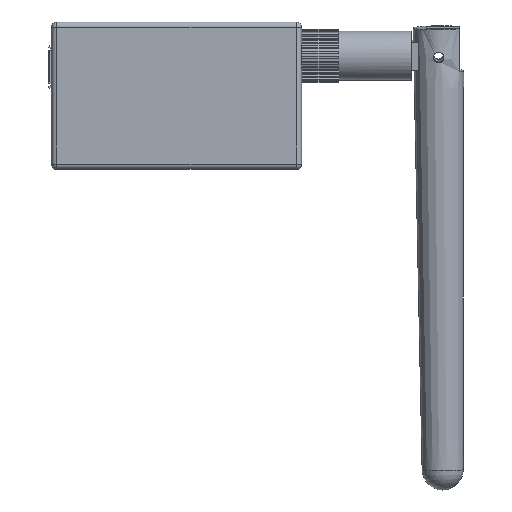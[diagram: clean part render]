
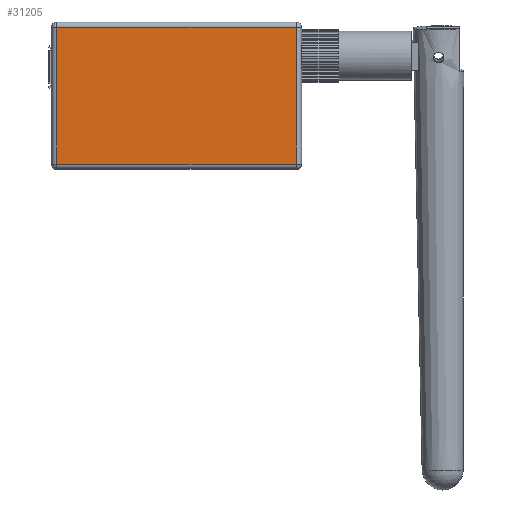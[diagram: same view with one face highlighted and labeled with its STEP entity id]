
A CAD part, front view. The second image highlights one B-rep face of the part: STEP entity #31205.
In plain terms, the highlighted planar face has unit normal (0, -1, 0).
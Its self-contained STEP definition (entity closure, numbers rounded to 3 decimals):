
#278 = CARTESIAN_POINT ( 'NONE',  ( 22.68, -5.35, 0. ) ) ;
#2025 = DIRECTION ( 'NONE',  ( 0., 0., 1. ) ) ;
#2634 = CARTESIAN_POINT ( 'NONE',  ( 22.68, -5.35, -12.95 ) ) ;
#3195 = CARTESIAN_POINT ( 'NONE',  ( -22.68, -5.35, 12.95 ) ) ;
#5577 = AXIS2_PLACEMENT_3D ( 'NONE', #38363, #22754, #2025 ) ;
#5971 = DIRECTION ( 'NONE',  ( 0., 0., -1. ) ) ;
#7096 = EDGE_CURVE ( 'NONE', #30326, #11443, #38955, .T. ) ;
#8048 = ORIENTED_EDGE ( 'NONE', *, *, #29863, .T. ) ;
#8134 = LINE ( 'NONE', #38366, #36249 ) ;
#8407 = ORIENTED_EDGE ( 'NONE', *, *, #12964, .T. ) ;
#10626 = VECTOR ( 'NONE', #29590, 1000. ) ;
#11106 = ORIENTED_EDGE ( 'NONE', *, *, #24699, .T. ) ;
#11443 = VERTEX_POINT ( 'NONE', #13055 ) ;
#12222 = VERTEX_POINT ( 'NONE', #13707 ) ;
#12964 = EDGE_CURVE ( 'NONE', #11443, #24734, #35519, .T. ) ;
#13055 = CARTESIAN_POINT ( 'NONE',  ( -22.68, -5.35, -12.95 ) ) ;
#13707 = CARTESIAN_POINT ( 'NONE',  ( 22.68, -5.35, 12.95 ) ) ;
#15205 = EDGE_LOOP ( 'NONE', ( #8048, #11106, #20459, #8407 ) ) ;
#18428 = LINE ( 'NONE', #278, #31966 ) ;
#20189 = FACE_OUTER_BOUND ( 'NONE', #15205, .T. ) ;
#20459 = ORIENTED_EDGE ( 'NONE', *, *, #7096, .T. ) ;
#21401 = DIRECTION ( 'NONE',  ( 0., 0., 1. ) ) ;
#22754 = DIRECTION ( 'NONE',  ( 0., 1., 0. ) ) ;
#23351 = PLANE ( 'NONE',  #5577 ) ;
#24699 = EDGE_CURVE ( 'NONE', #12222, #30326, #8134, .T. ) ;
#24734 = VERTEX_POINT ( 'NONE', #2634 ) ;
#29590 = DIRECTION ( 'NONE',  ( 1., 0., 0. ) ) ;
#29863 = EDGE_CURVE ( 'NONE', #24734, #12222, #18428, .T. ) ;
#30326 = VERTEX_POINT ( 'NONE', #3195 ) ;
#31205 = ADVANCED_FACE ( 'NONE', ( #20189 ), #23351, .F. ) ;
#31966 = VECTOR ( 'NONE', #21401, 1000. ) ;
#32658 = CARTESIAN_POINT ( 'NONE',  ( -22.68, -5.35, 0. ) ) ;
#35104 = CARTESIAN_POINT ( 'NONE',  ( 0., -5.35, -12.95 ) ) ;
#35519 = LINE ( 'NONE', #35104, #10626 ) ;
#36249 = VECTOR ( 'NONE', #38953, 1000. ) ;
#38363 = CARTESIAN_POINT ( 'NONE',  ( 0., -5.35, 0. ) ) ;
#38366 = CARTESIAN_POINT ( 'NONE',  ( 0., -5.35, 12.95 ) ) ;
#38447 = VECTOR ( 'NONE', #5971, 1000. ) ;
#38953 = DIRECTION ( 'NONE',  ( -1., 0., 0. ) ) ;
#38955 = LINE ( 'NONE', #32658, #38447 ) ;
